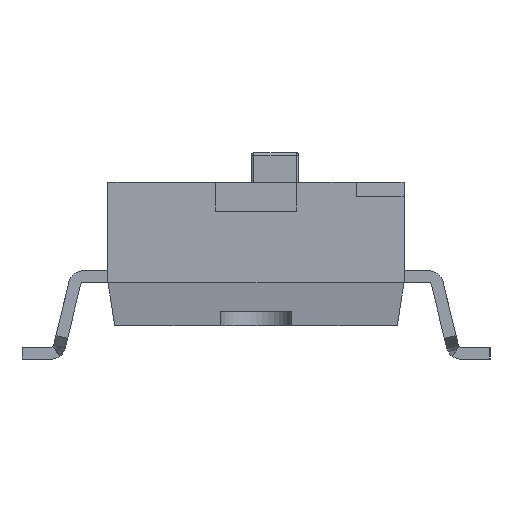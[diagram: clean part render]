
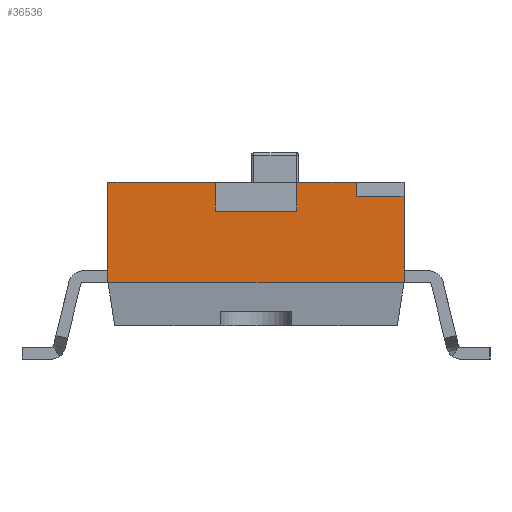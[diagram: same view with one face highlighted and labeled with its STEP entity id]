
A CAD part, left-side view. The second image highlights one B-rep face of the part: STEP entity #36536.
In plain terms, the highlighted planar face has unit normal (-1, 0, 0).
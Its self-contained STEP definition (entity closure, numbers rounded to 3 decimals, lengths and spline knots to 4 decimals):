
#1618=PLANE('',#39731);
#5058=LINE('',#60497,#8914);
#5272=LINE('',#62311,#9128);
#5293=LINE('',#62356,#9149);
#5345=LINE('',#62632,#9201);
#5383=LINE('',#62703,#9239);
#5384=LINE('',#62704,#9240);
#5385=LINE('',#62706,#9241);
#5386=LINE('',#62707,#9242);
#5387=LINE('',#62708,#9243);
#5388=LINE('',#62709,#9244);
#8914=VECTOR('',#48973,10.);
#9128=VECTOR('',#49355,10.);
#9149=VECTOR('',#49386,10.);
#9201=VECTOR('',#49472,10.);
#9239=VECTOR('',#49540,10.);
#9240=VECTOR('',#49541,10.);
#9241=VECTOR('',#49542,10.);
#9242=VECTOR('',#49543,10.);
#9243=VECTOR('',#49544,10.);
#9244=VECTOR('',#49545,10.);
#11924=FACE_OUTER_BOUND('',#13977,.T.);
#13977=EDGE_LOOP('',(#33952,#33953,#33954,#33955,#33956,#33957,#33958,#33959,
#33960,#33961));
#18273=VERTEX_POINT('',#60494);
#18274=VERTEX_POINT('',#60496);
#18460=VERTEX_POINT('',#62309);
#18461=VERTEX_POINT('',#62310);
#18478=VERTEX_POINT('',#62350);
#18480=VERTEX_POINT('',#62354);
#18524=VERTEX_POINT('',#62630);
#18541=VERTEX_POINT('',#62701);
#18542=VERTEX_POINT('',#62702);
#18543=VERTEX_POINT('',#62705);
#23374=EDGE_CURVE('',#18274,#18273,#5058,.T.);
#23634=EDGE_CURVE('',#18460,#18461,#5272,.T.);
#23655=EDGE_CURVE('',#18480,#18478,#5293,.T.);
#23713=EDGE_CURVE('',#18273,#18524,#5345,.T.);
#23751=EDGE_CURVE('',#18541,#18542,#5383,.T.);
#23752=EDGE_CURVE('',#18478,#18542,#5384,.T.);
#23753=EDGE_CURVE('',#18543,#18480,#5385,.T.);
#23754=EDGE_CURVE('',#18274,#18543,#5386,.T.);
#23755=EDGE_CURVE('',#18524,#18461,#5387,.T.);
#23756=EDGE_CURVE('',#18541,#18460,#5388,.T.);
#33952=ORIENTED_EDGE('',*,*,#23751,.T.);
#33953=ORIENTED_EDGE('',*,*,#23752,.F.);
#33954=ORIENTED_EDGE('',*,*,#23655,.F.);
#33955=ORIENTED_EDGE('',*,*,#23753,.F.);
#33956=ORIENTED_EDGE('',*,*,#23754,.F.);
#33957=ORIENTED_EDGE('',*,*,#23374,.T.);
#33958=ORIENTED_EDGE('',*,*,#23713,.T.);
#33959=ORIENTED_EDGE('',*,*,#23755,.T.);
#33960=ORIENTED_EDGE('',*,*,#23634,.F.);
#33961=ORIENTED_EDGE('',*,*,#23756,.F.);
#36536=ADVANCED_FACE('',(#11924),#1618,.T.);
#39731=AXIS2_PLACEMENT_3D('',#62700,#49538,#49539);
#48973=DIRECTION('',(0.,0.,-1.));
#49355=DIRECTION('',(0.,-1.,0.));
#49386=DIRECTION('',(0.,-1.,0.));
#49472=DIRECTION('',(0.,-1.,0.));
#49538=DIRECTION('center_axis',(-1.,0.,0.));
#49539=DIRECTION('ref_axis',(0.,1.,0.));
#49540=DIRECTION('',(0.,1.,0.));
#49541=DIRECTION('',(0.,0.,1.));
#49542=DIRECTION('',(0.,0.,-1.));
#49543=DIRECTION('',(0.,-1.,0.));
#49544=DIRECTION('',(0.,0.,1.));
#49545=DIRECTION('',(0.,0.,-1.));
#60494=CARTESIAN_POINT('',(-14.44,3.1,1.635));
#60496=CARTESIAN_POINT('',(-14.44,3.1,3.735));
#60497=CARTESIAN_POINT('',(-14.44,3.1,3.735));
#62309=CARTESIAN_POINT('',(-14.44,-2.1,3.435));
#62310=CARTESIAN_POINT('',(-14.44,-3.1,3.435));
#62311=CARTESIAN_POINT('',(-14.44,-2.1,3.435));
#62350=CARTESIAN_POINT('',(-14.44,-0.85,3.135));
#62354=CARTESIAN_POINT('',(-14.44,0.85,3.135));
#62356=CARTESIAN_POINT('',(-14.44,3.1,3.135));
#62630=CARTESIAN_POINT('',(-14.44,-3.1,1.635));
#62632=CARTESIAN_POINT('',(-14.44,3.1,1.635));
#62700=CARTESIAN_POINT('Origin',(-14.44,-3.337,4.407));
#62701=CARTESIAN_POINT('',(-14.44,-2.1,3.735));
#62702=CARTESIAN_POINT('',(-14.44,-0.85,3.735));
#62703=CARTESIAN_POINT('',(-14.44,-2.1,3.735));
#62704=CARTESIAN_POINT('',(-14.44,-0.85,3.135));
#62705=CARTESIAN_POINT('',(-14.44,0.85,3.735));
#62706=CARTESIAN_POINT('',(-14.44,0.85,3.735));
#62707=CARTESIAN_POINT('',(-14.44,3.1,3.735));
#62708=CARTESIAN_POINT('',(-14.44,-3.1,3.135));
#62709=CARTESIAN_POINT('',(-14.44,-2.1,3.735));
